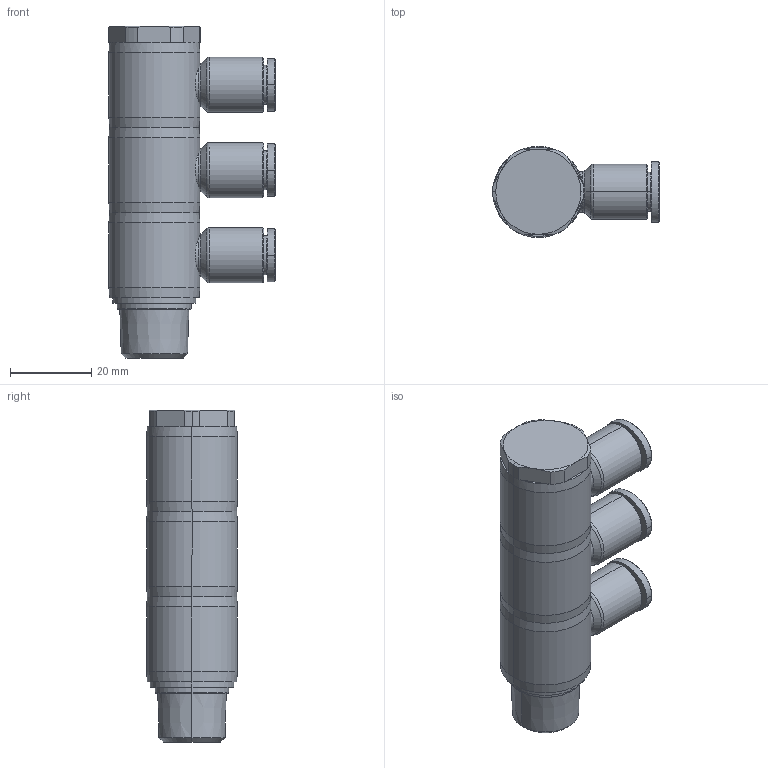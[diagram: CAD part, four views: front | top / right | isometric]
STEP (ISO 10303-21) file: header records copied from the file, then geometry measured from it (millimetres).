
FILE_DESCRIPTION((''),'2;1');
FILE_NAME('GPH_0803(3)(3D).stp','2012-12-20T16:29:10',(''),(''),'Mechanical Desktop.R8.0.24.0','Mechanical Desktop.R8.0.24.0',', , ');
FILE_SCHEMA(('CONFIG_CONTROL_DESIGN'));
Length unit declared in the file: millimetre
Products named in the file (2): GPH_0803(3)(3D); 睡ヶ1
Assembly tree (1 placements, depth 2):
  GPH_0803(3)(3D)
    睡ヶ1
Bounding box: 41.05 x 22.4 x 81.8 mm (x, y, z)
Volume: 27311.7 mm3; surface area: 13314.9 mm2
Topology: 1 solids, 1 shells, 1258 faces, 3505 edges, 2308 vertices
Faces by surface type: plane 1034, bspline 93, cylinder 71, cone 54, torus 6
Entity records: 42215 total; most frequent: CARTESIAN_POINT 9936, ORIENTED_EDGE 7006, DIRECTION 6173, EDGE_CURVE 3503, VECTOR 3077, LINE 3077, VERTEX_POINT 2308, AXIS2_PLACEMENT_3D 1548
